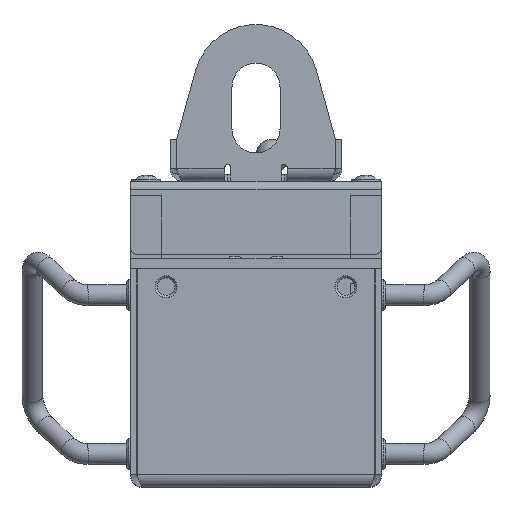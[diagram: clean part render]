
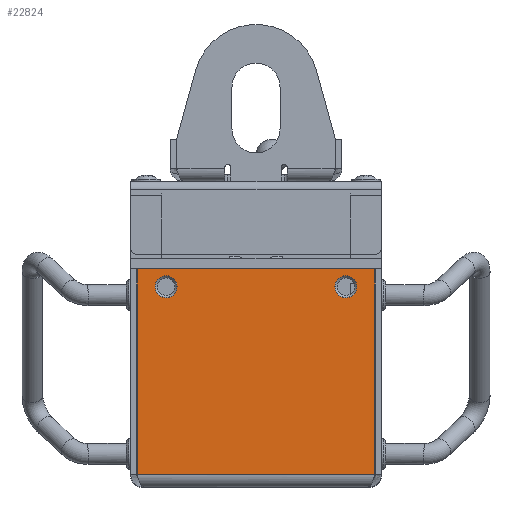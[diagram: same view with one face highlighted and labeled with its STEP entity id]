
A CAD part, left-side view. The second image highlights one B-rep face of the part: STEP entity #22824.
In plain terms, the highlighted planar face has unit normal (-1, 0, 0).
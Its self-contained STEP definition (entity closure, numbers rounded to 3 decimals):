
#724=FACE_BOUND('',#3761,.T.);
#725=FACE_BOUND('',#3762,.T.);
#1261=PLANE('',#24737);
#2294=FACE_OUTER_BOUND('',#3760,.T.);
#3760=EDGE_LOOP('',(#17361,#17362,#17363,#17364));
#3761=EDGE_LOOP('',(#17365));
#3762=EDGE_LOOP('',(#17366));
#5520=LINE('',#36710,#7261);
#5526=LINE('',#36743,#7267);
#5531=LINE('',#36819,#7272);
#5535=LINE('',#36825,#7276);
#7261=VECTOR('',#29168,10.);
#7267=VECTOR('',#29178,10.);
#7272=VECTOR('',#29185,10.);
#7276=VECTOR('',#29191,10.);
#8553=CIRCLE('',#24692,5.25);
#8555=CIRCLE('',#24695,5.25);
#10206=VERTEX_POINT('',#36509);
#10208=VERTEX_POINT('',#36515);
#10235=VERTEX_POINT('',#36708);
#10236=VERTEX_POINT('',#36709);
#10241=VERTEX_POINT('',#36742);
#10243=VERTEX_POINT('',#36818);
#12704=EDGE_CURVE('',#10206,#10206,#8553,.T.);
#12707=EDGE_CURVE('',#10208,#10208,#8555,.T.);
#12768=EDGE_CURVE('',#10235,#10236,#5520,.T.);
#12776=EDGE_CURVE('',#10241,#10236,#5526,.T.);
#12783=EDGE_CURVE('',#10235,#10243,#5531,.T.);
#12787=EDGE_CURVE('',#10243,#10241,#5535,.T.);
#17361=ORIENTED_EDGE('',*,*,#12768,.T.);
#17362=ORIENTED_EDGE('',*,*,#12776,.F.);
#17363=ORIENTED_EDGE('',*,*,#12787,.F.);
#17364=ORIENTED_EDGE('',*,*,#12783,.F.);
#17365=ORIENTED_EDGE('',*,*,#12704,.T.);
#17366=ORIENTED_EDGE('',*,*,#12707,.T.);
#22824=ADVANCED_FACE('',(#2294,#724,#725),#1261,.F.);
#24692=AXIS2_PLACEMENT_3D('',#36510,#29045,#29046);
#24695=AXIS2_PLACEMENT_3D('',#36516,#29052,#29053);
#24737=AXIS2_PLACEMENT_3D('',#36826,#29192,#29193);
#29045=DIRECTION('center_axis',(1.,0.,0.));
#29046=DIRECTION('ref_axis',(0.,0.,
-1.));
#29052=DIRECTION('center_axis',(1.,0.,0.));
#29053=DIRECTION('ref_axis',(0.,0.,
-1.));
#29168=DIRECTION('',(0.,-1.,0.));
#29178=DIRECTION('',(0.,0.,-1.));
#29185=DIRECTION('',(0.,0.,1.));
#29191=DIRECTION('',(0.,-1.,0.));
#29192=DIRECTION('center_axis',(1.,0.,0.));
#29193=DIRECTION('ref_axis',(0.,0.,
-1.));
#36509=CARTESIAN_POINT('',(-354.842,-43.,101.25));
#36510=CARTESIAN_POINT('Origin',(-354.842,-43.,96.));
#36515=CARTESIAN_POINT('',(-354.842,43.,101.25));
#36516=CARTESIAN_POINT('Origin',(-354.842,43.,96.));
#36708=CARTESIAN_POINT('',(-354.842,56.929,6.));
#36709=CARTESIAN_POINT('',(-354.842,-56.929,6.));
#36710=CARTESIAN_POINT('',(-354.842,0.,6.));
#36742=CARTESIAN_POINT('',(-354.842,-56.929,104.5));
#36743=CARTESIAN_POINT('',(-354.842,-56.929,6.));
#36818=CARTESIAN_POINT('',(-354.842,56.929,104.5));
#36819=CARTESIAN_POINT('',(-354.842,56.929,6.));
#36825=CARTESIAN_POINT('',(-354.842,56.929,104.5));
#36826=CARTESIAN_POINT('Origin',(-354.842,0.,
52.811));
